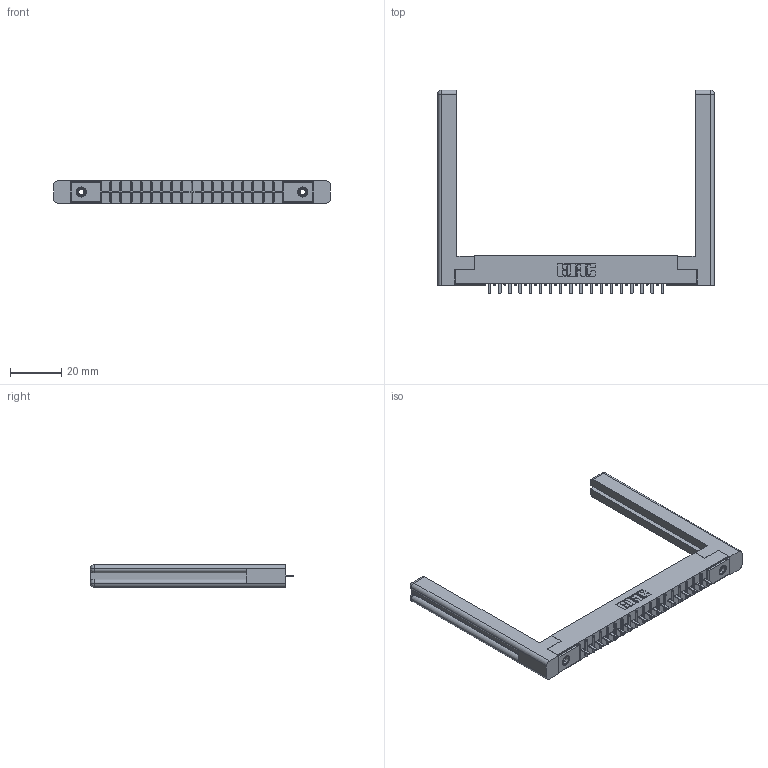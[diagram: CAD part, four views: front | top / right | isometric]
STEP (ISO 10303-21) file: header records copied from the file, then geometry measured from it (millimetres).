
FILE_DESCRIPTION (( 'STEP AP203' ), '1' );
FILE_NAME ('356-018-521-158.STEP', '2018-08-01T19:32:10', ( '' ), ( '' ), 'SwSTEP 2.0', 'SolidWorks 2016', '' );
FILE_SCHEMA (( 'CONFIG_CONTROL_DESIGN' ));
Length unit declared in the file: inch
Products named in the file (5): 306 Part_.156 Dia; 306-290-001_121; 345-250-001_345-250-001-102; 307-220-058; 356-018-521-158
Assembly tree (23 placements, depth 2):
  356-018-521-158
    306 Part_.156 Dia
    306-290-001_121  x18
    345-250-001_345-250-001-102  x2
    307-220-058  x2
Bounding box: 107.95 x 79.53 x 8.71 mm (x, y, z)
Volume: 14984.2 mm3; surface area: 15898.4 mm2
Topology: 23 solids, 23 shells, 1518 faces, 4216 edges, 2700 vertices
Faces by surface type: plane 998, cylinder 424, sphere 72, cone 12, torus 12
Entity records: 22484 total; most frequent: CARTESIAN_POINT 3780, ORIENTED_EDGE 3686, DIRECTION 3685, EDGE_CURVE 1843, VECTOR 1423, LINE 1423, VERTEX_POINT 1172, AXIS2_PLACEMENT_3D 1131
